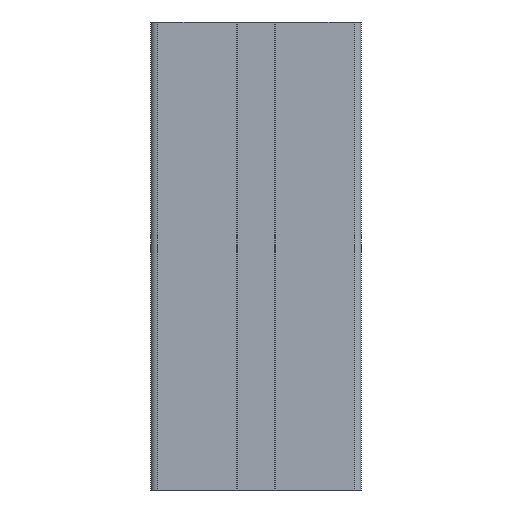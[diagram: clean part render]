
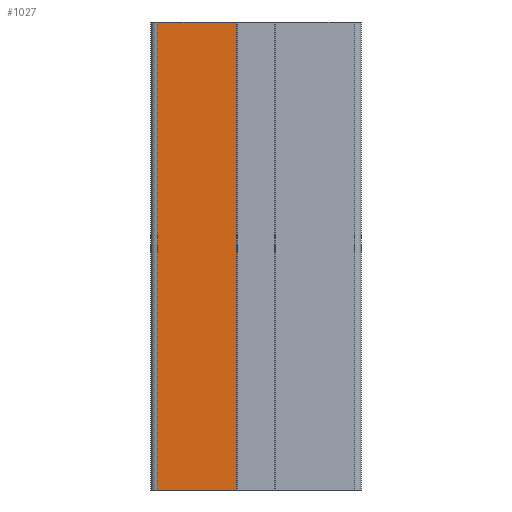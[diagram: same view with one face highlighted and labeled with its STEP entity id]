
A CAD part, front view. The second image highlights one B-rep face of the part: STEP entity #1027.
In plain terms, the highlighted planar face has unit normal (0, -1, 0).
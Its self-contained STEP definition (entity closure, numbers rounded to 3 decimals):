
#988=CARTESIAN_POINT('',(35.85,17.5,0.0));
#989=DIRECTION('',(0.0,-1.0,0.0));
#990=DIRECTION('',(0.0,0.0,-1.0));
#991=AXIS2_PLACEMENT_3D('',#988,#989,#990);
#992=PLANE('',#991);
#993=CARTESIAN_POINT('',(35.85,17.5,100.0));
#994=VERTEX_POINT('',#993);
#995=CARTESIAN_POINT('',(19.,17.5,100.0));
#996=VERTEX_POINT('',#995);
#997=CARTESIAN_POINT('',(35.85,17.5,100.0));
#998=DIRECTION('',(-1.0,0.0,0.0));
#999=VECTOR('',#998,16.85);
#1000=LINE('',#997,#999);
#1001=EDGE_CURVE('',#994,#996,#1000,.T.);
#1002=ORIENTED_EDGE('',*,*,#1001,.T.);
#1003=CARTESIAN_POINT('',(19.,17.5,0.0));
#1004=VERTEX_POINT('',#1003);
#1005=CARTESIAN_POINT('',(19.,17.5,0.0));
#1006=DIRECTION('',(0.0,0.0,1.0));
#1007=VECTOR('',#1006,100.0);
#1008=LINE('',#1005,#1007);
#1009=EDGE_CURVE('',#1004,#996,#1008,.T.);
#1010=ORIENTED_EDGE('',*,*,#1009,.F.);
#1011=CARTESIAN_POINT('',(35.85,17.5,0.0));
#1012=VERTEX_POINT('',#1011);
#1013=CARTESIAN_POINT('',(19.,17.5,0.0));
#1014=DIRECTION('',(1.0,0.0,0.0));
#1015=VECTOR('',#1014,16.85);
#1016=LINE('',#1013,#1015);
#1017=EDGE_CURVE('',#1004,#1012,#1016,.T.);
#1018=ORIENTED_EDGE('',*,*,#1017,.T.);
#1019=CARTESIAN_POINT('',(35.85,17.5,0.0));
#1020=DIRECTION('',(0.0,0.0,1.0));
#1021=VECTOR('',#1020,100.0);
#1022=LINE('',#1019,#1021);
#1023=EDGE_CURVE('',#1012,#994,#1022,.T.);
#1024=ORIENTED_EDGE('',*,*,#1023,.T.);
#1025=EDGE_LOOP('',(#1002,#1010,#1018,#1024));
#1026=FACE_OUTER_BOUND('',#1025,.T.);
#1027=ADVANCED_FACE('',(#1026),#992,.T.);
